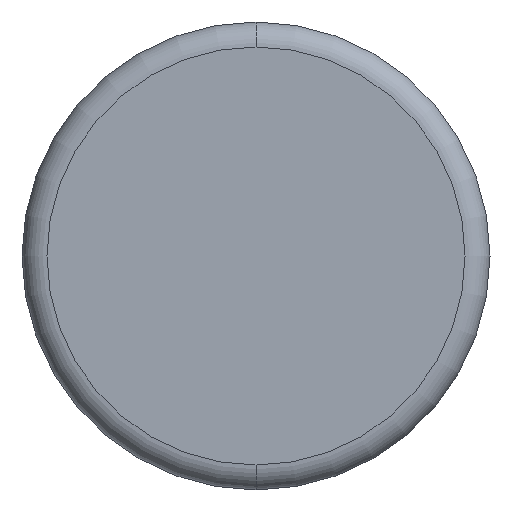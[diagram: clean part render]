
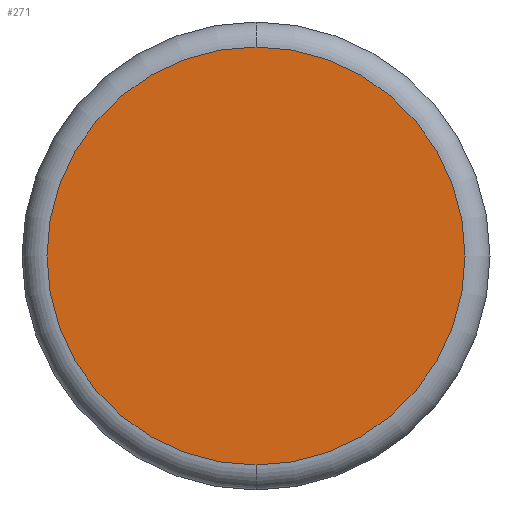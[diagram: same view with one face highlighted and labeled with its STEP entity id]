
A CAD part, front view. The second image highlights one B-rep face of the part: STEP entity #271.
In plain terms, the highlighted planar face has unit normal (0, -1, 0).
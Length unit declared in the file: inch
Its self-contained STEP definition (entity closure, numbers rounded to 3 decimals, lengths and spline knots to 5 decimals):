
#16 = CARTESIAN_POINT ( 'NONE',  ( 0., 0., -0.1675 ) ) ;
#28 = CIRCLE ( 'NONE', #78, 0.1675 ) ;
#36 = VERTEX_POINT ( 'NONE', #16 ) ;
#52 = CARTESIAN_POINT ( 'NONE',  ( 0., 0., 0.1675 ) ) ;
#78 = AXIS2_PLACEMENT_3D ( 'NONE', #149, #548, #162 ) ;
#84 = DIRECTION ( 'NONE',  ( 0., 0., -1. ) ) ;
#115 = DIRECTION ( 'NONE',  ( 0., 0., -1. ) ) ;
#136 = AXIS2_PLACEMENT_3D ( 'NONE', #349, #231, #84 ) ;
#148 = DIRECTION ( 'NONE',  ( 0., -1., 0. ) ) ;
#149 = CARTESIAN_POINT ( 'NONE',  ( 0., 0., 0. ) ) ;
#162 = DIRECTION ( 'NONE',  ( 0., 0., -1. ) ) ;
#190 = AXIS2_PLACEMENT_3D ( 'NONE', #502, #148, #115 ) ;
#199 = CIRCLE ( 'NONE', #136, 0.1675 ) ;
#231 = DIRECTION ( 'NONE',  ( 0., -1., 0. ) ) ;
#271 = ADVANCED_FACE ( 'NONE', ( #278 ), #336, .T. ) ;
#278 = FACE_OUTER_BOUND ( 'NONE', #549, .T. ) ;
#336 = PLANE ( 'NONE',  #190 ) ;
#338 = ORIENTED_EDGE ( 'NONE', *, *, #511, .T. ) ;
#349 = CARTESIAN_POINT ( 'NONE',  ( 0., 0., 0. ) ) ;
#361 = EDGE_CURVE ( 'NONE', #36, #546, #28, .T. ) ;
#443 = ORIENTED_EDGE ( 'NONE', *, *, #361, .T. ) ;
#502 = CARTESIAN_POINT ( 'NONE',  ( 0., 0., 0. ) ) ;
#511 = EDGE_CURVE ( 'NONE', #546, #36, #199, .T. ) ;
#546 = VERTEX_POINT ( 'NONE', #52 ) ;
#548 = DIRECTION ( 'NONE',  ( 0., -1., 0. ) ) ;
#549 = EDGE_LOOP ( 'NONE', ( #443, #338 ) ) ;
